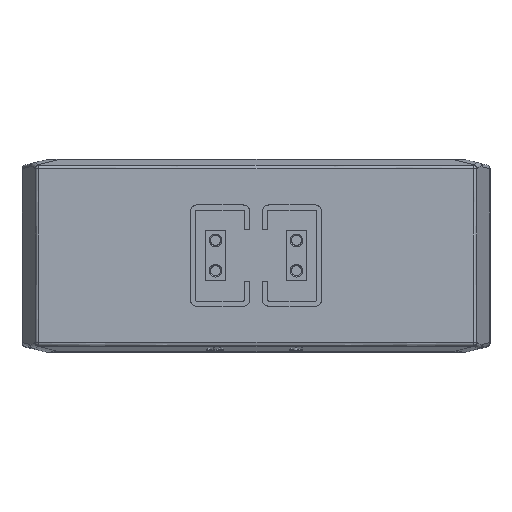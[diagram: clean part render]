
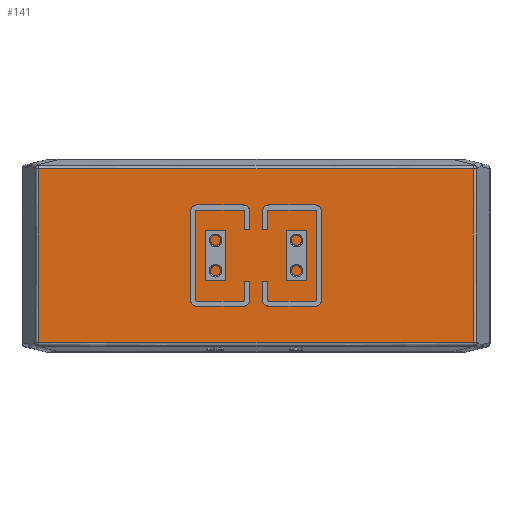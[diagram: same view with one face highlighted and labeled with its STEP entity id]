
A CAD part, top view. The second image highlights one B-rep face of the part: STEP entity #141.
In plain terms, the highlighted free-form (B-spline) face has degree [1, 1] with [2, 2] control points.
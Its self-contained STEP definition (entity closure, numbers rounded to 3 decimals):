
#141=ADVANCED_FACE('',(#431),#3520,.T.);
#431=FACE_OUTER_BOUND('',#709,.T.);
#709=EDGE_LOOP('',(#1070,#1071,#1072,#1073));
#1070=ORIENTED_EDGE('',*,*,#2383,.T.);
#1071=ORIENTED_EDGE('',*,*,#2382,.T.);
#1072=ORIENTED_EDGE('',*,*,#2384,.T.);
#1073=ORIENTED_EDGE('',*,*,#2381,.F.);
#2381=EDGE_CURVE('',#3048,#3049,#9991,.T.);
#2382=EDGE_CURVE('',#3050,#3051,#9992,.T.);
#2383=EDGE_CURVE('',#3048,#3050,#9993,.T.);
#2384=EDGE_CURVE('',#3051,#3049,#9994,.T.);
#3048=VERTEX_POINT('',#6500);
#3049=VERTEX_POINT('',#6501);
#3050=VERTEX_POINT('',#6502);
#3051=VERTEX_POINT('',#6503);
#3520=B_SPLINE_SURFACE_WITH_KNOTS('',1,1,((#5511,#5512),(#5513,#5514)),.UNSPECIFIED.,
.F.,.F.,.F.,(2,2),(2,2),(6.643,178.357),(3.671,
72.329),.UNSPECIFIED.);
#4127=CARTESIAN_POINT('',(6.643,3.671,180.));
#4128=CARTESIAN_POINT('',(6.643,26.557,180.));
#4129=CARTESIAN_POINT('',(6.643,49.443,180.));
#4130=CARTESIAN_POINT('',(6.643,72.329,180.));
#4131=CARTESIAN_POINT('',(178.357,3.671,180.));
#4132=CARTESIAN_POINT('',(178.357,26.557,180.));
#4133=CARTESIAN_POINT('',(178.357,49.443,180.));
#4134=CARTESIAN_POINT('',(178.357,72.329,180.));
#4135=CARTESIAN_POINT('',(6.643,3.671,180.));
#4136=CARTESIAN_POINT('',(63.881,3.671,180.));
#4137=CARTESIAN_POINT('',(121.119,3.671,180.));
#4138=CARTESIAN_POINT('',(178.357,3.671,180.));
#4139=CARTESIAN_POINT('',(178.357,72.329,180.));
#4140=CARTESIAN_POINT('',(121.119,72.329,180.));
#4141=CARTESIAN_POINT('',(63.881,72.329,180.));
#4142=CARTESIAN_POINT('',(6.643,72.329,180.));
#5511=CARTESIAN_POINT('',(178.357,72.329,180.));
#5512=CARTESIAN_POINT('',(178.357,3.671,180.));
#5513=CARTESIAN_POINT('',(6.643,72.329,180.));
#5514=CARTESIAN_POINT('',(6.643,3.671,180.));
#6500=CARTESIAN_POINT('',(6.643,3.671,180.));
#6501=CARTESIAN_POINT('',(6.643,72.329,180.));
#6502=CARTESIAN_POINT('',(178.357,3.671,180.));
#6503=CARTESIAN_POINT('',(178.357,72.329,180.));
#9991=B_SPLINE_CURVE_WITH_KNOTS('',3,(#4127,#4128,#4129,#4130),.UNSPECIFIED.,
.F.,.F.,(4,4),(-71.429,-2.771),.UNSPECIFIED.);
#9992=B_SPLINE_CURVE_WITH_KNOTS('',3,(#4131,#4132,#4133,#4134),.UNSPECIFIED.,
.F.,.F.,(4,4),(-71.429,-2.771),.UNSPECIFIED.);
#9993=B_SPLINE_CURVE_WITH_KNOTS('',3,(#4135,#4136,#4137,#4138),.UNSPECIFIED.,
.F.,.F.,(4,4),(3.026,174.74),.UNSPECIFIED.);
#9994=B_SPLINE_CURVE_WITH_KNOTS('',3,(#4139,#4140,#4141,#4142),.UNSPECIFIED.,
.F.,.F.,(4,4),(-174.74,-3.026),.UNSPECIFIED.);
